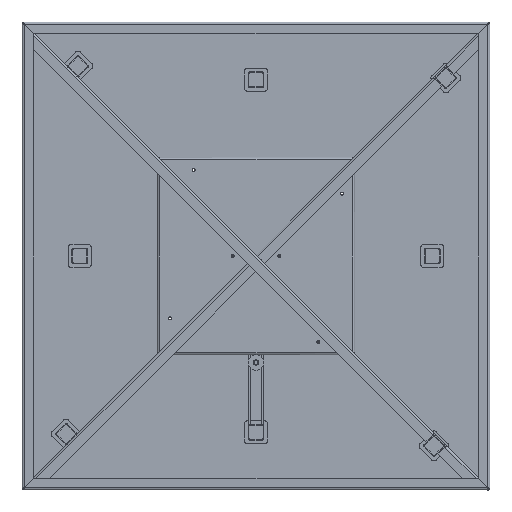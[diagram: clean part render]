
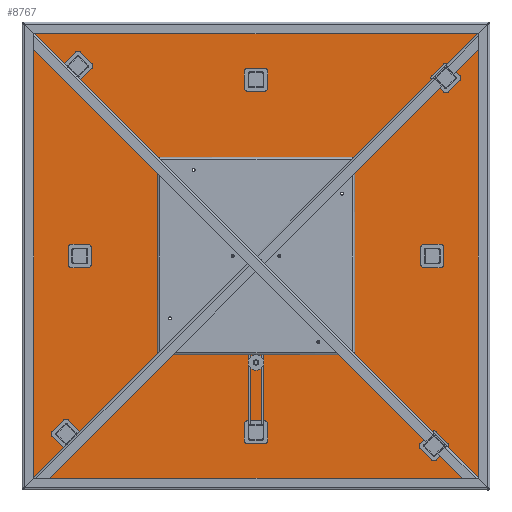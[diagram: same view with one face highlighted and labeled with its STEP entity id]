
A CAD part, front view. The second image highlights one B-rep face of the part: STEP entity #8767.
In plain terms, the highlighted planar face has unit normal (0, -1, 0).
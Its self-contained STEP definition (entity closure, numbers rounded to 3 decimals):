
#170 = VECTOR ( 'NONE', #8666, 1000. ) ;
#218 = VERTEX_POINT ( 'NONE', #6683 ) ;
#222 = LINE ( 'NONE', #15012, #1921 ) ;
#483 = VECTOR ( 'NONE', #14875, 1000. ) ;
#980 = AXIS2_PLACEMENT_3D ( 'NONE', #14309, #15860, #2045 ) ;
#988 = FACE_OUTER_BOUND ( 'NONE', #3897, .T. ) ;
#1337 = LINE ( 'NONE', #8355, #6792 ) ;
#1581 = VERTEX_POINT ( 'NONE', #1947 ) ;
#1921 = VECTOR ( 'NONE', #10889, 1000. ) ;
#1947 = CARTESIAN_POINT ( 'NONE',  ( 600., -3., 600. ) ) ;
#2045 = DIRECTION ( 'NONE',  ( 0., 0., 1. ) ) ;
#2082 = CARTESIAN_POINT ( 'NONE',  ( -273., -3., 0. ) ) ;
#2164 = CARTESIAN_POINT ( 'NONE',  ( -600., -3., 600. ) ) ;
#2515 = FACE_BOUND ( 'NONE', #6071, .T. ) ;
#2550 = CARTESIAN_POINT ( 'NONE',  ( -250., -3., 250. ) ) ;
#2900 = VERTEX_POINT ( 'NONE', #8658 ) ;
#3103 = CARTESIAN_POINT ( 'NONE',  ( 250., -3., -250. ) ) ;
#3237 = ORIENTED_EDGE ( 'NONE', *, *, #4004, .T. ) ;
#3349 = VECTOR ( 'NONE', #11565, 1000. ) ;
#3529 = ORIENTED_EDGE ( 'NONE', *, *, #14973, .T. ) ;
#3849 = DIRECTION ( 'NONE',  ( 0., 1., 0. ) ) ;
#3897 = EDGE_LOOP ( 'NONE', ( #9954, #15930, #10119, #17572 ) ) ;
#4004 = EDGE_CURVE ( 'NONE', #218, #10731, #6522, .T. ) ;
#4503 = EDGE_CURVE ( 'NONE', #17060, #5547, #8255, .T. ) ;
#4867 = CARTESIAN_POINT ( 'NONE',  ( -600., -3., -600. ) ) ;
#4876 = LINE ( 'NONE', #2164, #170 ) ;
#5085 = CARTESIAN_POINT ( 'NONE',  ( -250., -3., -250. ) ) ;
#5194 = DIRECTION ( 'NONE',  ( -1., 0., 0. ) ) ;
#5547 = VERTEX_POINT ( 'NONE', #9244 ) ;
#5784 = EDGE_CURVE ( 'NONE', #17510, #2900, #222, .T. ) ;
#6071 = EDGE_LOOP ( 'NONE', ( #3237, #11698, #16081, #13123 ) ) ;
#6441 = CIRCLE ( 'NONE', #980, 13. ) ;
#6480 = PLANE ( 'NONE',  #14024 ) ;
#6490 = DIRECTION ( 'NONE',  ( 0., 1., 0. ) ) ;
#6522 = LINE ( 'NONE', #2550, #10950 ) ;
#6574 = VECTOR ( 'NONE', #5194, 1000. ) ;
#6683 = CARTESIAN_POINT ( 'NONE',  ( -250., -3., 250. ) ) ;
#6792 = VECTOR ( 'NONE', #15211, 1000. ) ;
#7327 = EDGE_CURVE ( 'NONE', #15767, #17510, #14168, .T. ) ;
#7866 = DIRECTION ( 'NONE',  ( 1., 0., 0. ) ) ;
#8016 = CARTESIAN_POINT ( 'NONE',  ( 0., -3., 0. ) ) ;
#8076 = CARTESIAN_POINT ( 'NONE',  ( -250., -3., -250. ) ) ;
#8106 = LINE ( 'NONE', #16173, #483 ) ;
#8255 = LINE ( 'NONE', #8076, #6574 ) ;
#8355 = CARTESIAN_POINT ( 'NONE',  ( 250., -3., -250. ) ) ;
#8658 = CARTESIAN_POINT ( 'NONE',  ( -600., -3., 600. ) ) ;
#8666 = DIRECTION ( 'NONE',  ( 1., 0., 0. ) ) ;
#8700 = CARTESIAN_POINT ( 'NONE',  ( -273., -3., -13. ) ) ;
#8767 = ADVANCED_FACE ( 'NONE', ( #17354, #2515, #988 ), #6480, .F. ) ;
#9027 = CIRCLE ( 'NONE', #15076, 13. ) ;
#9244 = CARTESIAN_POINT ( 'NONE',  ( -250., -3., -250. ) ) ;
#9951 = ORIENTED_EDGE ( 'NONE', *, *, #14656, .T. ) ;
#9954 = ORIENTED_EDGE ( 'NONE', *, *, #11441, .F. ) ;
#10119 = ORIENTED_EDGE ( 'NONE', *, *, #5784, .F. ) ;
#10146 = CARTESIAN_POINT ( 'NONE',  ( -273., -3., 13. ) ) ;
#10594 = EDGE_CURVE ( 'NONE', #10731, #17060, #1337, .T. ) ;
#10600 = EDGE_LOOP ( 'NONE', ( #9951, #3529 ) ) ;
#10731 = VERTEX_POINT ( 'NONE', #17143 ) ;
#10844 = VECTOR ( 'NONE', #11774, 1000. ) ;
#10875 = EDGE_CURVE ( 'NONE', #5547, #218, #17485, .T. ) ;
#10889 = DIRECTION ( 'NONE',  ( 0., 0., 1. ) ) ;
#10950 = VECTOR ( 'NONE', #7866, 1000. ) ;
#11261 = EDGE_CURVE ( 'NONE', #2900, #1581, #4876, .T. ) ;
#11441 = EDGE_CURVE ( 'NONE', #1581, #15767, #8106, .T. ) ;
#11565 = DIRECTION ( 'NONE',  ( -1., 0., 0. ) ) ;
#11698 = ORIENTED_EDGE ( 'NONE', *, *, #10594, .T. ) ;
#11774 = DIRECTION ( 'NONE',  ( 0., 0., 1. ) ) ;
#12827 = CARTESIAN_POINT ( 'NONE',  ( -600., -3., -600. ) ) ;
#13088 = DIRECTION ( 'NONE',  ( 0., 0., 1. ) ) ;
#13123 = ORIENTED_EDGE ( 'NONE', *, *, #10875, .T. ) ;
#14024 = AXIS2_PLACEMENT_3D ( 'NONE', #8016, #3849, #16070 ) ;
#14168 = LINE ( 'NONE', #12827, #3349 ) ;
#14309 = CARTESIAN_POINT ( 'NONE',  ( -273., -3., 0. ) ) ;
#14656 = EDGE_CURVE ( 'NONE', #16950, #15146, #9027, .T. ) ;
#14875 = DIRECTION ( 'NONE',  ( 0., 0., -1. ) ) ;
#14973 = EDGE_CURVE ( 'NONE', #15146, #16950, #6441, .T. ) ;
#15012 = CARTESIAN_POINT ( 'NONE',  ( -600., -3., -600. ) ) ;
#15076 = AXIS2_PLACEMENT_3D ( 'NONE', #2082, #6490, #13088 ) ;
#15146 = VERTEX_POINT ( 'NONE', #8700 ) ;
#15211 = DIRECTION ( 'NONE',  ( 0., 0., -1. ) ) ;
#15767 = VERTEX_POINT ( 'NONE', #16633 ) ;
#15860 = DIRECTION ( 'NONE',  ( 0., 1., 0. ) ) ;
#15930 = ORIENTED_EDGE ( 'NONE', *, *, #11261, .F. ) ;
#16070 = DIRECTION ( 'NONE',  ( 0., 0., 1. ) ) ;
#16081 = ORIENTED_EDGE ( 'NONE', *, *, #4503, .T. ) ;
#16173 = CARTESIAN_POINT ( 'NONE',  ( 600., -3., -600. ) ) ;
#16633 = CARTESIAN_POINT ( 'NONE',  ( 600., -3., -600. ) ) ;
#16950 = VERTEX_POINT ( 'NONE', #10146 ) ;
#17060 = VERTEX_POINT ( 'NONE', #3103 ) ;
#17143 = CARTESIAN_POINT ( 'NONE',  ( 250., -3., 250. ) ) ;
#17354 = FACE_BOUND ( 'NONE', #10600, .T. ) ;
#17485 = LINE ( 'NONE', #5085, #10844 ) ;
#17510 = VERTEX_POINT ( 'NONE', #4867 ) ;
#17572 = ORIENTED_EDGE ( 'NONE', *, *, #7327, .F. ) ;
